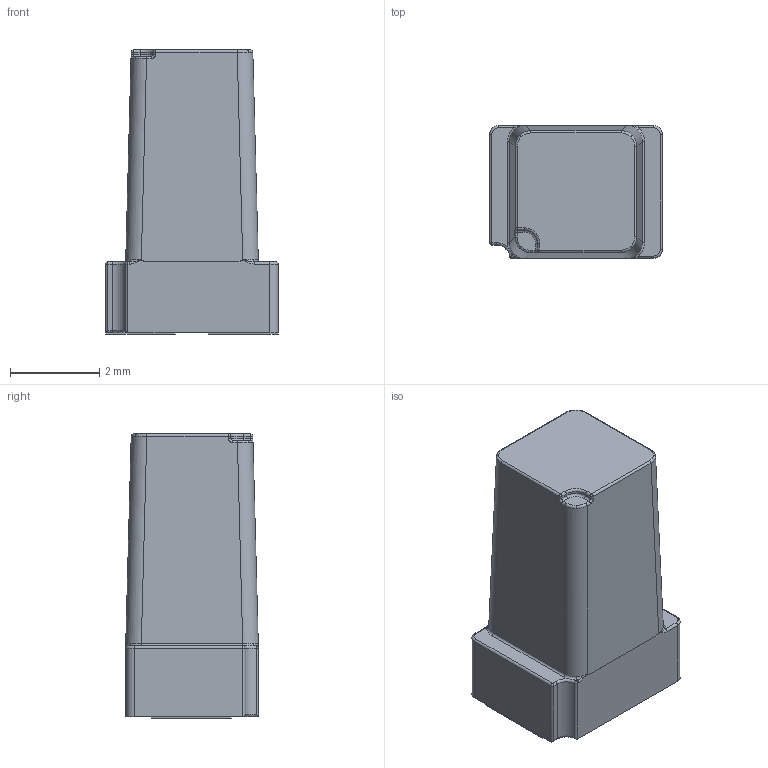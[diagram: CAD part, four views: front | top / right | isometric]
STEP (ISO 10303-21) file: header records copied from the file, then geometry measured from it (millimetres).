
FILE_DESCRIPTION (( 'STEP AP214' ), '1' );
FILE_NAME ('PNI13101.STEP', '2024-01-25T16:06:45', ( '' ), ( '' ), 'SwSTEP 2.0', 'SolidWorks 2021', '' );
FILE_SCHEMA (( 'AUTOMOTIVE_DESIGN' ));
Length unit declared in the file: millimetre
Products named in the file (1): PNI13101
Bounding box: 3.88 x 2.98 x 6.38 mm (x, y, z)
Volume: 56.6 mm3; surface area: 94 mm2
Topology: 1 solids, 1 shells, 95 faces, 231 edges, 137 vertices
Faces by surface type: cylinder 35, plane 27, bspline 22, torus 7, sphere 4
Entity records: 3297 total; most frequent: CARTESIAN_POINT 1120, ORIENTED_EDGE 456, DIRECTION 391, EDGE_CURVE 228, AXIS2_PLACEMENT_3D 145, VERTEX_POINT 137, VECTOR 101, LINE 101
